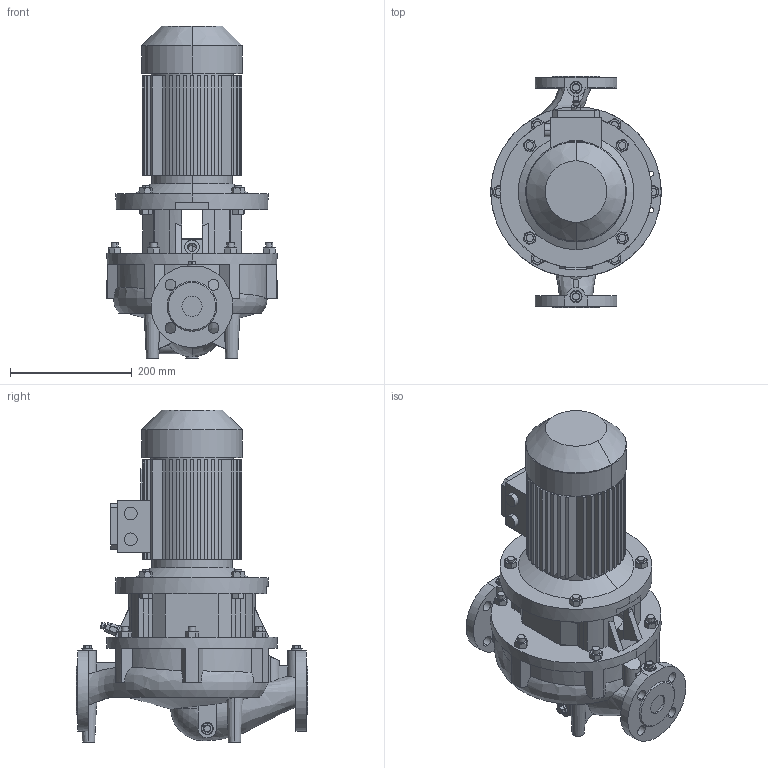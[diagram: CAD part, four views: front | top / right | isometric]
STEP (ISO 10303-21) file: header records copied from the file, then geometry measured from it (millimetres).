
FILE_DESCRIPTION (( 'STEP AP203' ), '1' );
FILE_NAME ('枅-313-071-313-071-09-5.step', '2025-02-13T05:03:16', ( 'adb' ), ( '' ), 'SwSTEP 2.0', 'SolidWorks 2016', '' );
FILE_SCHEMA (( 'CONFIG_CONTROL_DESIGN' ));
Length unit declared in the file: millimetre
Products named in the file (1): 枅-313-071-313-071-09-5
Bounding box: 280 x 380 x 546 mm (x, y, z)
Volume: 11148966.7 mm3; surface area: 1180419.7 mm2
Topology: 8 solids, 20 shells, 917 faces, 2356 edges, 1539 vertices
Faces by surface type: plane 491, cylinder 318, cone 99, bspline 8, sphere 1
Entity records: 33502 total; most frequent: CARTESIAN_POINT 10868, DIRECTION 4714, ORIENTED_EDGE 4704, EDGE_CURVE 2352, AXIS2_PLACEMENT_3D 1751, VERTEX_POINT 1539, LINE 1212, VECTOR 1212
